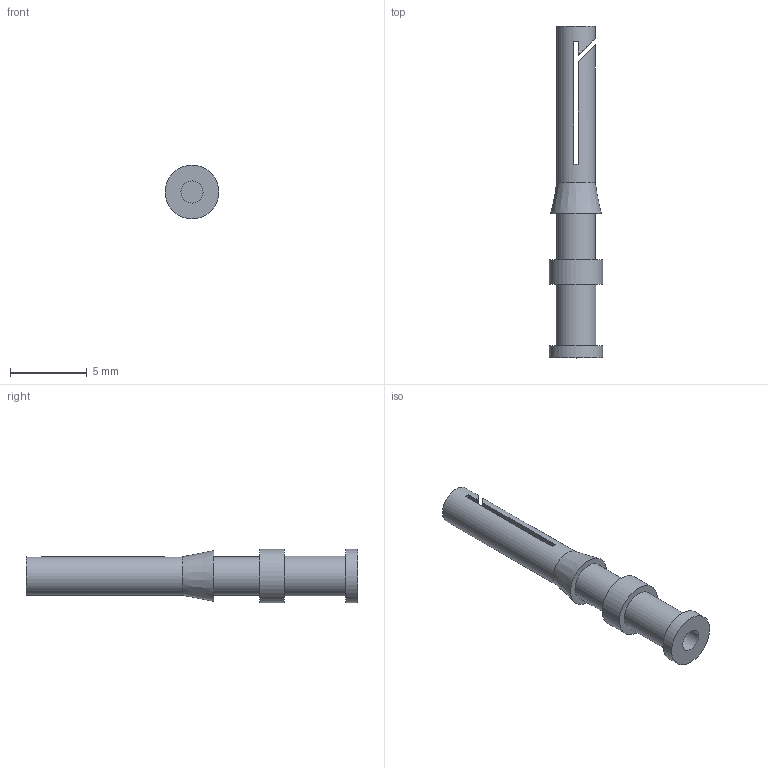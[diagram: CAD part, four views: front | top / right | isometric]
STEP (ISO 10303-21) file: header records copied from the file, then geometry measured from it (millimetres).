
FILE_DESCRIPTION(/* description */ ('Alibre Inc.'),/* implementation_level */ '2;1');
FILE_NAME(/* name */ 'export-8F385BB2-3BCC-44CE-BAD5-17F383528B46',/* time_stamp */ '2020-10-28T09:20:46+01:00',/* author */ (''),/* organization */ (''),/* preprocessor_version */ 'ST-DEVELOPER v17',/* originating_system */ 'Alibre',/* authorisation */ '');
FILE_SCHEMA (('AUTOMOTIVE_DESIGN'));
Length unit declared in the file: millimetre
Products named in the file (1): _EPIC® H-D 1.6 machined contacts      Art. Nr. 131632
00
Bounding box: 3.5 x 21.6 x 3.5 mm (x, y, z)
Volume: 87.1 mm3; surface area: 302.1 mm2
Topology: 1 solids, 1 shells, 27 faces, 62 edges, 41 vertices
Faces by surface type: plane 18, cylinder 8, cone 1
Full cylindrical faces by diameter (mm): 1.45 x1, 1.65 x1, 2.5 x2, 2.6 x1, 3.5 x2
Entity records: 802 total; most frequent: CARTESIAN_POINT 128, ORIENTED_EDGE 124, DIRECTION 123, EDGE_CURVE 62, AXIS2_PLACEMENT_3D 54, VERTEX_POINT 41, VECTOR 33, LINE 33
